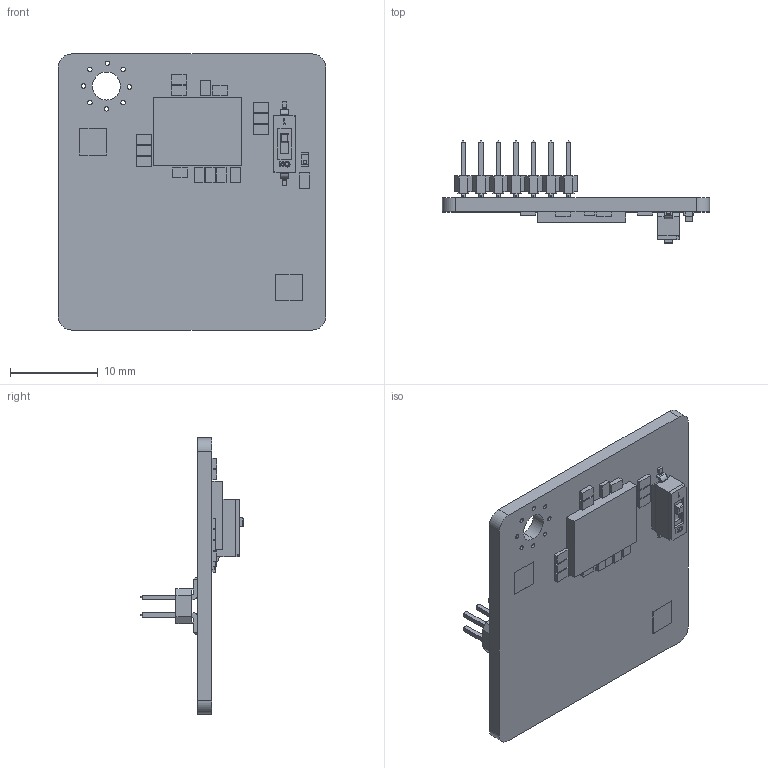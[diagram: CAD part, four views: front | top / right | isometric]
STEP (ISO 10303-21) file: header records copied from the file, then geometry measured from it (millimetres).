
FILE_DESCRIPTION (( 'STEP AP214' ), '1' );
FILE_NAME ('PCA-TPM_00B1E_20170123.STEP', '2020-08-04T06:58:05', ( '' ), ( '' ), 'SwSTEP 2.0', 'SolidWorks 2018', '' );
FILE_SCHEMA (( 'AUTOMOTIVE_DESIGN' ));
Length unit declared in the file: millimetre
Products named in the file (1): PCA-TPM_00B1E_20170123
Bounding box: 30.5 x 11.67 x 31.5 mm (x, y, z)
Volume: 1794.7 mm3; surface area: 3050.7 mm2
Topology: 27 solids, 27 shells, 672 faces, 1673 edges, 1062 vertices
Faces by surface type: plane 589, cylinder 83
Entity records: 27423 total; most frequent: CARTESIAN_POINT 3574, ORIENTED_EDGE 3346, DIRECTION 3168, EDGE_CURVE 1673, VECTOR 1498, LINE 1498, VERTEX_POINT 1062, AXIS2_PLACEMENT_3D 835
